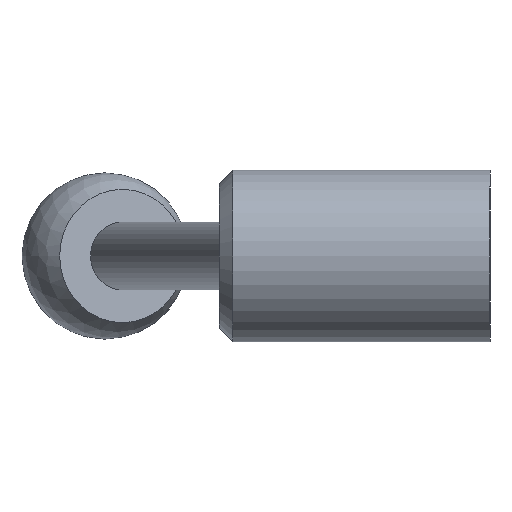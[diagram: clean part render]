
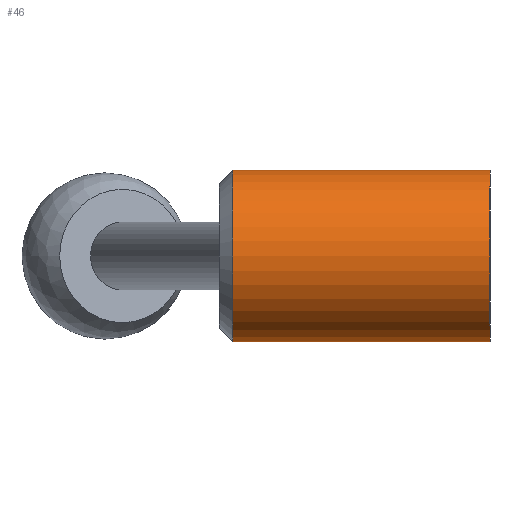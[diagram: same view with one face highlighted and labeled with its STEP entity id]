
A CAD part, left-side view. The second image highlights one B-rep face of the part: STEP entity #46.
In plain terms, the highlighted cylindrical face has radius 16.5 mm (diameter 33 mm), a full revolution.
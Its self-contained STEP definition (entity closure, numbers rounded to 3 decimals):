
#46 = ADVANCED_FACE( '', ( #96, #97, #98 ), #99, .T. );
#96 = FACE_OUTER_BOUND( '', #149, .T. );
#97 = FACE_BOUND( '', #150, .T. );
#98 = FACE_OUTER_BOUND( '', #151, .T. );
#99 = CYLINDRICAL_SURFACE( '', #152, 16.5 );
#149 = EDGE_LOOP( '', ( #211 ) );
#150 = EDGE_LOOP( '', ( #212 ) );
#151 = EDGE_LOOP( '', ( #213 ) );
#152 = AXIS2_PLACEMENT_3D( '', #214, #215, #216 );
#211 = ORIENTED_EDGE( '', *, *, #269, .F. );
#212 = ORIENTED_EDGE( '', *, *, #256, .F. );
#213 = ORIENTED_EDGE( '', *, *, #270, .T. );
#214 = CARTESIAN_POINT( '', ( 0., 0., 0. ) );
#215 = DIRECTION( '', ( 0., 1., 0. ) );
#216 = DIRECTION( '', ( 0., 0., -1. ) );
#256 = EDGE_CURVE( '', #286, #286, #287, .T. );
#269 = EDGE_CURVE( '', #301, #301, #302, .T. );
#270 = EDGE_CURVE( '', #303, #303, #304, .T. );
#286 = VERTEX_POINT( '', #350 );
#287 = B_SPLINE_CURVE_WITH_KNOTS( '', 3, ( #351, #352, #353, #354, #355, #356, #357, #358, #359, #360, #361, #362, #363, #364, #365, #366, #367, #368, #369, #370, #371, #372, #373, #374, #375, #376, #377, #378, #379, #380, #381, #382, #383, #384, #385, #386, #387, #388, #389, #390, #391, #392, #393, #394, #395, #396, #397, #398, #399, #400, #401, #402, #403, #404, #405, #406, #407, #408, #409, #410, #411, #412, #413, #414, #415, #416, #417, #418, #419, #420, #421, #422, #423, #424, #425, #426, #427, #428, #429, #430, #431, #432, #433, #434, #435 ), .UNSPECIFIED., .T., .F., ( 2, 2, 2, 2, 2, 2, 2, 2, 2, 2, 2, 2, 2, 2, 2, 2, 2, 2, 2, 2, 2, 2, 1, 2, 2, 2, 2, 2, 2, 2, 2, 2, 2, 2, 2, 2, 2, 2, 2, 2, 2, 2, 2, 2, 2 ), ( -0.001, 0., 0.001, 0.002, 0.003, 0.004, 0.004, 0.005, 0.006, 0.008, 0.008, 0.009, 0.01, 0.012, 0.013, 0.014, 0.015, 0.017, 0.017, 0.018, 0.019, 0.02, 0.021, 0.021, 0.022, 0.023, 0.024, 0.024, 0.026, 0.027, 0.028, 0.028, 0.03, 0.031, 0.032, 0.033, 0.034, 0.035, 0.036, 0.037, 0.037, 0.038, 0.04, 0.041, 0.042 ), .UNSPECIFIED. );
#301 = VERTEX_POINT( '', #449 );
#302 = CIRCLE( '', #450, 16.5 );
#303 = VERTEX_POINT( '', #451 );
#304 = CIRCLE( '', #452, 16.5 );
#350 = CARTESIAN_POINT( '', ( 15.166, 41.6, -6.5 ) );
#351 = CARTESIAN_POINT( '', ( 15.166, 41.166, -6.5 ) );
#352 = CARTESIAN_POINT( '', ( 15.166, 42.034, -6.5 ) );
#353 = CARTESIAN_POINT( '', ( 15.184, 42.46, -6.457 ) );
#354 = CARTESIAN_POINT( '', ( 15.237, 43.087, -6.331 ) );
#355 = CARTESIAN_POINT( '', ( 15.259, 43.294, -6.279 ) );
#356 = CARTESIAN_POINT( '', ( 15.31, 43.705, -6.154 ) );
#357 = CARTESIAN_POINT( '', ( 15.339, 43.907, -6.08 ) );
#358 = CARTESIAN_POINT( '', ( 15.435, 44.495, -5.835 ) );
#359 = CARTESIAN_POINT( '', ( 15.51, 44.867, -5.635 ) );
#360 = CARTESIAN_POINT( '', ( 15.632, 45.394, -5.282 ) );
#361 = CARTESIAN_POINT( '', ( 15.675, 45.565, -5.155 ) );
#362 = CARTESIAN_POINT( '', ( 15.76, 45.891, -4.887 ) );
#363 = CARTESIAN_POINT( '', ( 15.804, 46.047, -4.746 ) );
#364 = CARTESIAN_POINT( '', ( 15.933, 46.492, -4.301 ) );
#365 = CARTESIAN_POINT( '', ( 16.018, 46.76, -3.976 ) );
#366 = CARTESIAN_POINT( '', ( 16.177, 47.234, -3.269 ) );
#367 = CARTESIAN_POINT( '', ( 16.248, 47.434, -2.897 ) );
#368 = CARTESIAN_POINT( '', ( 16.338, 47.679, -2.312 ) );
#369 = CARTESIAN_POINT( '', ( 16.366, 47.751, -2.112 ) );
#370 = CARTESIAN_POINT( '', ( 16.413, 47.877, -1.703 ) );
#371 = CARTESIAN_POINT( '', ( 16.434, 47.93, -1.492 ) );
#372 = CARTESIAN_POINT( '', ( 16.483, 48.057, -0.861 ) );
#373 = CARTESIAN_POINT( '', ( 16.5, 48.099, -0.437 ) );
#374 = CARTESIAN_POINT( '', ( 16.5, 48.101, 0.421 ) );
#375 = CARTESIAN_POINT( '', ( 16.483, 48.057, 0.857 ) );
#376 = CARTESIAN_POINT( '', ( 16.418, 47.89, 1.694 ) );
#377 = CARTESIAN_POINT( '', ( 16.37, 47.766, 2.102 ) );
#378 = CARTESIAN_POINT( '', ( 16.249, 47.435, 2.895 ) );
#379 = CARTESIAN_POINT( '', ( 16.177, 47.235, 3.268 ) );
#380 = CARTESIAN_POINT( '', ( 16.02, 46.766, 3.968 ) );
#381 = CARTESIAN_POINT( '', ( 15.933, 46.494, 4.298 ) );
#382 = CARTESIAN_POINT( '', ( 15.761, 45.899, 4.894 ) );
#383 = CARTESIAN_POINT( '', ( 15.674, 45.575, 5.16 ) );
#384 = CARTESIAN_POINT( '', ( 15.552, 45.05, 5.513 ) );
#385 = CARTESIAN_POINT( '', ( 15.512, 44.866, 5.624 ) );
#386 = CARTESIAN_POINT( '', ( 15.438, 44.492, 5.825 ) );
#387 = CARTESIAN_POINT( '', ( 15.403, 44.301, 5.916 ) );
#388 = CARTESIAN_POINT( '', ( 15.308, 43.716, 6.16 ) );
#389 = CARTESIAN_POINT( '', ( 15.256, 43.311, 6.286 ) );
#390 = CARTESIAN_POINT( '', ( 15.202, 42.677, 6.414 ) );
#391 = CARTESIAN_POINT( '', ( 15.189, 42.463, 6.446 ) );
#392 = CARTESIAN_POINT( '', ( 15.171, 42.036, 6.489 ) );
#393 = CARTESIAN_POINT( '', ( 15.161, 41.609, 6.511 ) );
#394 = CARTESIAN_POINT( '', ( 15.17, 41.181, 6.49 ) );
#395 = CARTESIAN_POINT( '', ( 15.188, 40.753, 6.448 ) );
#396 = CARTESIAN_POINT( '', ( 15.201, 40.538, 6.416 ) );
#397 = CARTESIAN_POINT( '', ( 15.254, 39.906, 6.29 ) );
#398 = CARTESIAN_POINT( '', ( 15.306, 39.499, 6.166 ) );
#399 = CARTESIAN_POINT( '', ( 15.401, 38.91, 5.921 ) );
#400 = CARTESIAN_POINT( '', ( 15.437, 38.716, 5.829 ) );
#401 = CARTESIAN_POINT( '', ( 15.511, 38.341, 5.628 ) );
#402 = CARTESIAN_POINT( '', ( 15.55, 38.16, 5.519 ) );
#403 = CARTESIAN_POINT( '', ( 15.672, 37.635, 5.168 ) );
#404 = CARTESIAN_POINT( '', ( 15.759, 37.309, 4.901 ) );
#405 = CARTESIAN_POINT( '', ( 15.933, 36.708, 4.301 ) );
#406 = CARTESIAN_POINT( '', ( 16.018, 36.441, 3.977 ) );
#407 = CARTESIAN_POINT( '', ( 16.136, 36.089, 3.453 ) );
#408 = CARTESIAN_POINT( '', ( 16.173, 35.98, 3.273 ) );
#409 = CARTESIAN_POINT( '', ( 16.245, 35.778, 2.898 ) );
#410 = CARTESIAN_POINT( '', ( 16.278, 35.685, 2.704 ) );
#411 = CARTESIAN_POINT( '', ( 16.369, 35.439, 2.115 ) );
#412 = CARTESIAN_POINT( '', ( 16.417, 35.314, 1.709 ) );
#413 = CARTESIAN_POINT( '', ( 16.482, 35.144, 0.871 ) );
#414 = CARTESIAN_POINT( '', ( 16.5, 35.1, 0.435 ) );
#415 = CARTESIAN_POINT( '', ( 16.5, 35.1, -0.421 ) );
#416 = CARTESIAN_POINT( '', ( 16.484, 35.141, -0.847 ) );
#417 = CARTESIAN_POINT( '', ( 16.418, 35.31, -1.694 ) );
#418 = CARTESIAN_POINT( '', ( 16.37, 35.435, -2.104 ) );
#419 = CARTESIAN_POINT( '', ( 16.28, 35.68, -2.692 ) );
#420 = CARTESIAN_POINT( '', ( 16.247, 35.771, -2.884 ) );
#421 = CARTESIAN_POINT( '', ( 16.176, 35.972, -3.259 ) );
#422 = CARTESIAN_POINT( '', ( 16.138, 36.083, -3.443 ) );
#423 = CARTESIAN_POINT( '', ( 16.019, 36.436, -3.97 ) );
#424 = CARTESIAN_POINT( '', ( 15.934, 36.703, -4.295 ) );
#425 = CARTESIAN_POINT( '', ( 15.805, 37.149, -4.742 ) );
#426 = CARTESIAN_POINT( '', ( 15.761, 37.307, -4.885 ) );
#427 = CARTESIAN_POINT( '', ( 15.675, 37.634, -5.154 ) );
#428 = CARTESIAN_POINT( '', ( 15.633, 37.803, -5.28 ) );
#429 = CARTESIAN_POINT( '', ( 15.511, 38.326, -5.631 ) );
#430 = CARTESIAN_POINT( '', ( 15.436, 38.697, -5.831 ) );
#431 = CARTESIAN_POINT( '', ( 15.307, 39.487, -6.162 ) );
#432 = CARTESIAN_POINT( '', ( 15.255, 39.897, -6.287 ) );
#433 = CARTESIAN_POINT( '', ( 15.185, 40.733, -6.456 ) );
#434 = CARTESIAN_POINT( '', ( 15.166, 41.166, -6.5 ) );
#435 = CARTESIAN_POINT( '', ( 15.166, 42.034, -6.5 ) );
#449 = CARTESIAN_POINT( '', ( 0., 0., -16.5 ) );
#450 = AXIS2_PLACEMENT_3D( '', #481, #482, #483 );
#451 = CARTESIAN_POINT( '', ( 0., 49.4, -16.5 ) );
#452 = AXIS2_PLACEMENT_3D( '', #484, #485, #486 );
#481 = CARTESIAN_POINT( '', ( 0., 0., 0. ) );
#482 = DIRECTION( '', ( 0., -1., 0. ) );
#483 = DIRECTION( '', ( 0., 0., -1. ) );
#484 = CARTESIAN_POINT( '', ( 0., 49.4, 0. ) );
#485 = DIRECTION( '', ( 0., -1., 0. ) );
#486 = DIRECTION( '', ( 0., 0., -1. ) );
